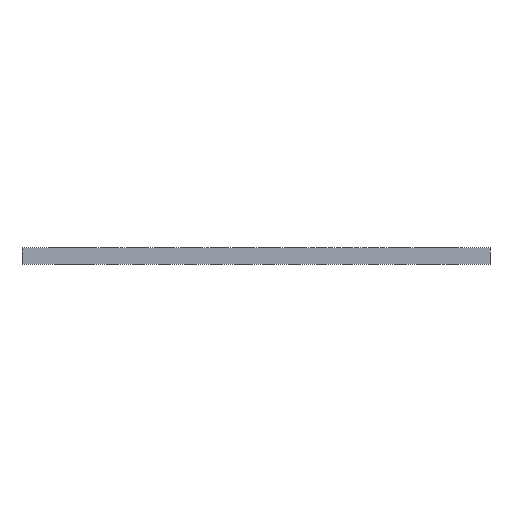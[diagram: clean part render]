
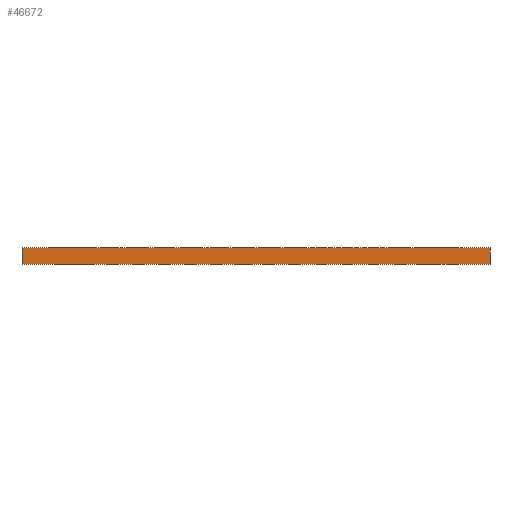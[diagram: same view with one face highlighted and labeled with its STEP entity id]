
A CAD part, front view. The second image highlights one B-rep face of the part: STEP entity #46672.
In plain terms, the highlighted planar face has unit normal (0, -1, 0).
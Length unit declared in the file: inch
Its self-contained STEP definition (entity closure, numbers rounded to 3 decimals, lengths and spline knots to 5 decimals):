
#45609=CARTESIAN_POINT('',(-0.895,-0.895,-0.0315));
#45610=VERTEX_POINT('',#45609);
#45625=CARTESIAN_POINT('',(0.895,-0.895,-0.0315));
#45626=VERTEX_POINT('',#45625);
#45633=CARTESIAN_POINT('',(-0.895,-0.895,-0.0315));
#45634=DIRECTION('',(1.0,0.0,0.0));
#45635=VECTOR('',#45634,1.79);
#45636=LINE('',#45633,#45635);
#45637=EDGE_CURVE('',#45610,#45626,#45636,.T.);
#46625=CARTESIAN_POINT('',(0.895,-0.895,0.0315));
#46626=VERTEX_POINT('',#46625);
#46633=CARTESIAN_POINT('',(0.895,-0.895,0.0315));
#46634=DIRECTION('',(0.0,0.0,-1.0));
#46635=VECTOR('',#46634,0.063);
#46636=LINE('',#46633,#46635);
#46637=EDGE_CURVE('',#46626,#45626,#46636,.T.);
#46649=CARTESIAN_POINT('',(0.895,-0.895,0.0));
#46650=DIRECTION('',(0.0,-1.0,0.0));
#46651=DIRECTION('',(0.0,0.0,-1.0));
#46652=AXIS2_PLACEMENT_3D('',#46649,#46650,#46651);
#46653=PLANE('',#46652);
#46654=CARTESIAN_POINT('',(-0.895,-0.895,0.0315));
#46655=VERTEX_POINT('',#46654);
#46656=CARTESIAN_POINT('',(0.895,-0.895,0.0315));
#46657=DIRECTION('',(-1.0,0.0,0.0));
#46658=VECTOR('',#46657,1.79);
#46659=LINE('',#46656,#46658);
#46660=EDGE_CURVE('',#46626,#46655,#46659,.T.);
#46661=ORIENTED_EDGE('',*,*,#46660,.T.);
#46662=CARTESIAN_POINT('',(-0.895,-0.895,0.0315));
#46663=DIRECTION('',(0.0,0.0,-1.0));
#46664=VECTOR('',#46663,0.063);
#46665=LINE('',#46662,#46664);
#46666=EDGE_CURVE('',#46655,#45610,#46665,.T.);
#46667=ORIENTED_EDGE('',*,*,#46666,.T.);
#46668=ORIENTED_EDGE('',*,*,#45637,.T.);
#46669=ORIENTED_EDGE('',*,*,#46637,.F.);
#46670=EDGE_LOOP('',(#46661,#46667,#46668,#46669));
#46671=FACE_OUTER_BOUND('',#46670,.T.);
#46672=ADVANCED_FACE('',(#46671),#46653,.T.);
